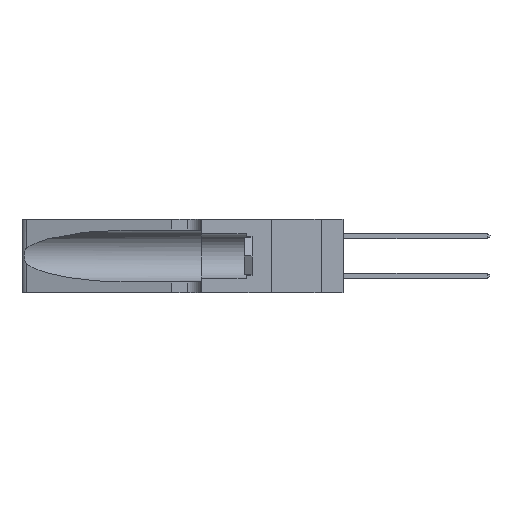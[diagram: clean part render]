
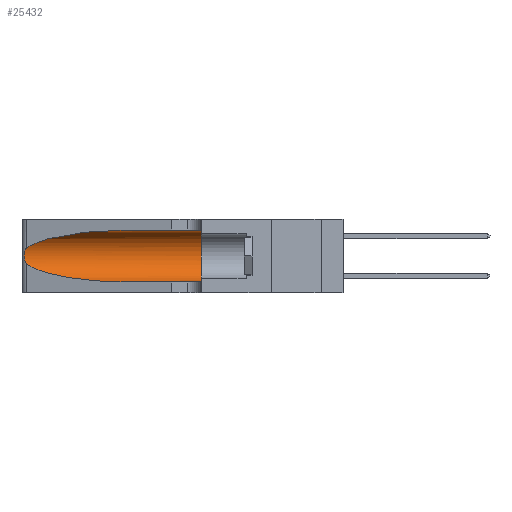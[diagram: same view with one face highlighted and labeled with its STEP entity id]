
A CAD part, left-side view. The second image highlights one B-rep face of the part: STEP entity #25432.
In plain terms, the highlighted cylindrical face has radius 3.308 mm (diameter 6.617 mm), a partial arc.
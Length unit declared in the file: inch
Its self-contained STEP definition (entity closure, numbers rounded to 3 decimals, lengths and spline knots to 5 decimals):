
#30 = VECTOR ( 'NONE', #37994, 39.37008 ) ;
#742 = CYLINDRICAL_SURFACE ( 'NONE', #31572, 0.13025 ) ;
#902 = CARTESIAN_POINT ( 'NONE',  ( 0.25555, 1.22994, 0.2215 ) ) ;
#1057 = CARTESIAN_POINT ( 'NONE',  ( 0.25639, 1.23186, 0.15144 ) ) ;
#2691 = EDGE_CURVE ( 'NONE', #38896, #44507, #15527, .T. ) ;
#4547 = CARTESIAN_POINT ( 'NONE',  ( 0.26017, 1.23833, 0.17102 ) ) ;
#7765 = CARTESIAN_POINT ( 'NONE',  ( 0.1305, 0.72297, 0.31525 ) ) ;
#9956 = VERTEX_POINT ( 'NONE', #26356 ) ;
#10996 = CARTESIAN_POINT ( 'NONE',  ( 0.1305, 1.61858, 0.185 ) ) ;
#11014 = CARTESIAN_POINT ( 'NONE',  ( 0.1305, 0.35, 0.05475 ) ) ;
#11929 = CARTESIAN_POINT ( 'NONE',  ( 0.25787, 1.23484, 0.2124 ) ) ;
#12084 = CARTESIAN_POINT ( 'NONE',  ( 0.25854, 1.2359, 0.20912 ) ) ;
#12502 = CARTESIAN_POINT ( 'NONE',  ( 0.1305, 1.61858, 0.31525 ) ) ;
#13094 = CARTESIAN_POINT ( 'NONE',  ( 0.2373, 1.15595, 0.28018 ) ) ;
#13920 = ORIENTED_EDGE ( 'NONE', *, *, #21344, .T. ) ;
#14636 = CARTESIAN_POINT ( 'NONE',  ( 0.1305, 0.35, 0.31525 ) ) ;
#14915 = EDGE_CURVE ( 'NONE', #32483, #9956, #31857, .T. ) ;
#15415 = CARTESIAN_POINT ( 'NONE',  ( 0.25487, 1.22718, 0.14631 ) ) ;
#15527 = CIRCLE ( 'NONE', #19083, 0.13025 ) ;
#15565 = VECTOR ( 'NONE', #38666, 39.37008 ) ;
#15572 = ORIENTED_EDGE ( 'NONE', *, *, #23888, .T. ) ;
#16584 = CARTESIAN_POINT ( 'NONE',  ( 0.1305, 0.72297, 0.05475 ) ) ;
#16731 = CARTESIAN_POINT ( 'NONE',  ( 0.25487, 1.22718, 0.22369 ) ) ;
#17152 = CARTESIAN_POINT ( 'NONE',  ( 0.2373, 1.15595, 0.08982 ) ) ;
#17596 = ORIENTED_EDGE ( 'NONE', *, *, #41318, .F. ) ;
#17810 = LINE ( 'NONE', #24266, #15565 ) ;
#18291 = VERTEX_POINT ( 'NONE', #7765 ) ;
#19083 = AXIS2_PLACEMENT_3D ( 'NONE', #32396, #28573, #24765 ) ;
#19583 = CARTESIAN_POINT ( 'NONE',  ( 0.25487, 1.22718, 0.22369 ) ) ;
#21069 = FACE_OUTER_BOUND ( 'NONE', #28966, .T. ) ;
#21344 = EDGE_CURVE ( 'NONE', #9956, #41507, #46593, .T. ) ;
#22991 = CARTESIAN_POINT ( 'NONE',  ( 0.26075, 1.23896, 0.19203 ) ) ;
#23888 = EDGE_CURVE ( 'NONE', #18291, #32483, #33895, .T. ) ;
#23967 = CARTESIAN_POINT ( 'NONE',  ( 0.18966, 0.96281, 0.05475 ) ) ;
#24119 = CARTESIAN_POINT ( 'NONE',  ( 0.25487, 1.22718, 0.14631 ) ) ;
#24266 = CARTESIAN_POINT ( 'NONE',  ( 0.1305, 1.61858, 0.05475 ) ) ;
#24765 = DIRECTION ( 'NONE',  ( 0., 0., 1. ) ) ;
#25432 = ADVANCED_FACE ( 'NONE', ( #21069 ), #742, .F. ) ;
#26173 = CARTESIAN_POINT ( 'NONE',  ( 0.25639, 1.23184, 0.21858 ) ) ;
#26325 = CARTESIAN_POINT ( 'NONE',  ( 0.25555, 1.22993, 0.14849 ) ) ;
#26356 = CARTESIAN_POINT ( 'NONE',  ( 0.25487, 1.22718, 0.14631 ) ) ;
#26654 = CARTESIAN_POINT ( 'NONE',  ( 0.26018, 1.23835, 0.19895 ) ) ;
#28573 = DIRECTION ( 'NONE',  ( 0., 1., 0. ) ) ;
#28966 = EDGE_LOOP ( 'NONE', ( #15572, #38667, #13920, #43611, #43268, #17596 ) ) ;
#29217 = DIRECTION ( 'NONE',  ( 0., -1., 0. ) ) ;
#30046 = LINE ( 'NONE', #12502, #30 ) ;
#31572 = AXIS2_PLACEMENT_3D ( 'NONE', #10996, #29217, #36651 ) ;
#31857 = B_SPLINE_CURVE_WITH_KNOTS ( 'NONE', 3,
 ( #37106, #902, #26173, #11929, #12084, #26654, #22991, #37264, #4547, #40875, #44783, #1057, #26325, #15415 ),
 .UNSPECIFIED., .F., .F.,
 ( 4, 2, 2, 2, 2, 2, 4 ),
 ( 0., 0.00027, 0.00053, 0.00107, 0.0016, 0.00187, 0.00214 ),
 .UNSPECIFIED. ) ;
#32396 = CARTESIAN_POINT ( 'NONE',  ( 0.1305, 0.35, 0.185 ) ) ;
#32483 = VERTEX_POINT ( 'NONE', #19583 ) ;
#33895 =( BOUNDED_CURVE ( )  B_SPLINE_CURVE ( 3, ( #34649, #41894, #13094, #16731 ),
 .UNSPECIFIED., .F., .T. ) 
 B_SPLINE_CURVE_WITH_KNOTS ( ( 4, 4 ),
 ( 1.5708, 2.84003 ),
 .UNSPECIFIED. ) 
 CURVE ( )  GEOMETRIC_REPRESENTATION_ITEM ( )  RATIONAL_B_SPLINE_CURVE ( ( 1., 0.87, 0.87, 1. ) ) 
 REPRESENTATION_ITEM ( '' )  );
#34649 = CARTESIAN_POINT ( 'NONE',  ( 0.1305, 0.72297, 0.31525 ) ) ;
#34690 = EDGE_CURVE ( 'NONE', #41507, #44507, #17810, .T. ) ;
#36651 = DIRECTION ( 'NONE',  ( 0., 0., -1. ) ) ;
#37106 = CARTESIAN_POINT ( 'NONE',  ( 0.25487, 1.22718, 0.22369 ) ) ;
#37264 = CARTESIAN_POINT ( 'NONE',  ( 0.26075, 1.23896, 0.178 ) ) ;
#37994 = DIRECTION ( 'NONE',  ( 0., -1., 0. ) ) ;
#38666 = DIRECTION ( 'NONE',  ( 0., -1., 0. ) ) ;
#38667 = ORIENTED_EDGE ( 'NONE', *, *, #14915, .T. ) ;
#38896 = VERTEX_POINT ( 'NONE', #14636 ) ;
#40875 = CARTESIAN_POINT ( 'NONE',  ( 0.25856, 1.23593, 0.16098 ) ) ;
#41318 = EDGE_CURVE ( 'NONE', #18291, #38896, #30046, .T. ) ;
#41507 = VERTEX_POINT ( 'NONE', #16584 ) ;
#41894 = CARTESIAN_POINT ( 'NONE',  ( 0.18966, 0.96281, 0.31525 ) ) ;
#43268 = ORIENTED_EDGE ( 'NONE', *, *, #2691, .F. ) ;
#43611 = ORIENTED_EDGE ( 'NONE', *, *, #34690, .T. ) ;
#44507 = VERTEX_POINT ( 'NONE', #11014 ) ;
#44783 = CARTESIAN_POINT ( 'NONE',  ( 0.25789, 1.23486, 0.15765 ) ) ;
#46074 = CARTESIAN_POINT ( 'NONE',  ( 0.1305, 0.72297, 0.05475 ) ) ;
#46593 =( BOUNDED_CURVE ( )  B_SPLINE_CURVE ( 3, ( #24119, #17152, #23967, #46074 ),
 .UNSPECIFIED., .F., .F. ) 
 B_SPLINE_CURVE_WITH_KNOTS ( ( 4, 4 ),
 ( 3.44316, 4.71239 ),
 .UNSPECIFIED. ) 
 CURVE ( )  GEOMETRIC_REPRESENTATION_ITEM ( )  RATIONAL_B_SPLINE_CURVE ( ( 1., 0.87, 0.87, 1. ) ) 
 REPRESENTATION_ITEM ( '' )  );
